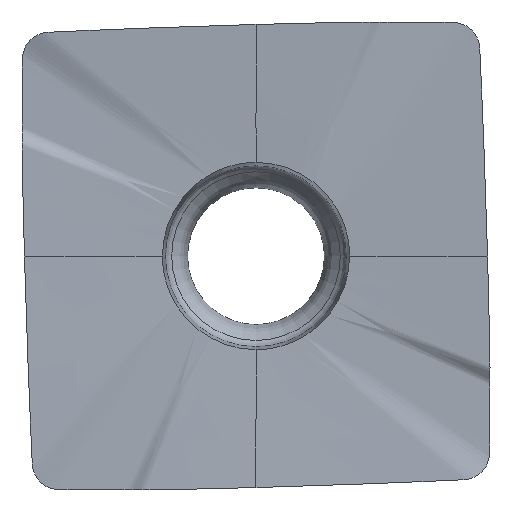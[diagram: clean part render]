
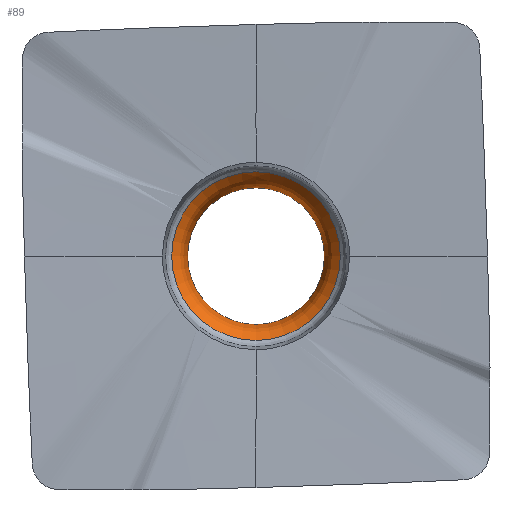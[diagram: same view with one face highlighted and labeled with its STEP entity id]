
A CAD part, top view. The second image highlights one B-rep face of the part: STEP entity #89.
In plain terms, the highlighted toroidal (fillet/blend) face has major radius 3.3 mm and minor radius 1.25 mm.
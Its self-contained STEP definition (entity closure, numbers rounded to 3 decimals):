
#37=TOROIDAL_SURFACE('',#365,3.3,1.25);
#89=ADVANCED_FACE('',(#108,#109),#37,.T.);
#97=CIRCLE('',#359,2.05);
#99=CIRCLE('',#362,2.527);
#108=FACE_BOUND('',#135,.T.);
#109=FACE_BOUND('',#136,.T.);
#135=EDGE_LOOP('',(#217));
#136=EDGE_LOOP('',(#218));
#217=ORIENTED_EDGE('',*,*,#281,.T.);
#218=ORIENTED_EDGE('',*,*,#283,.F.);
#240=VERTEX_POINT('',#9433);
#242=VERTEX_POINT('',#9438);
#281=EDGE_CURVE('',#240,#240,#97,.T.);
#283=EDGE_CURVE('',#242,#242,#99,.T.);
#359=AXIS2_PLACEMENT_3D('',#9432,#386,#387);
#362=AXIS2_PLACEMENT_3D('',#9437,#392,#393);
#365=AXIS2_PLACEMENT_3D('',#9441,#398,#399);
#386=DIRECTION('',(0.,0.,-1.));
#387=DIRECTION('',(0.,1.,0.));
#392=DIRECTION('',(0.,0.,-1.));
#393=DIRECTION('',(0.,1.,0.));
#398=DIRECTION('',(0.,0.,1.));
#399=DIRECTION('',(0.,1.,0.));
#9432=CARTESIAN_POINT('',(0.,0.,-2.827));
#9433=CARTESIAN_POINT('',(0.,2.05,-2.827));
#9437=CARTESIAN_POINT('',(0.,0.,-1.844));
#9438=CARTESIAN_POINT('',(0.,2.527,-1.844));
#9441=CARTESIAN_POINT('',(0.,0.,-2.827));
